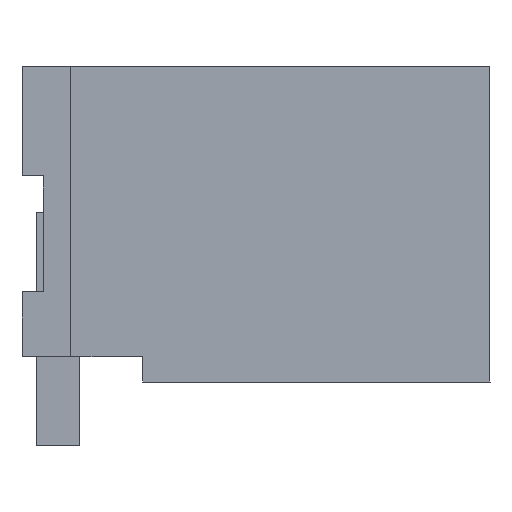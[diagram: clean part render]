
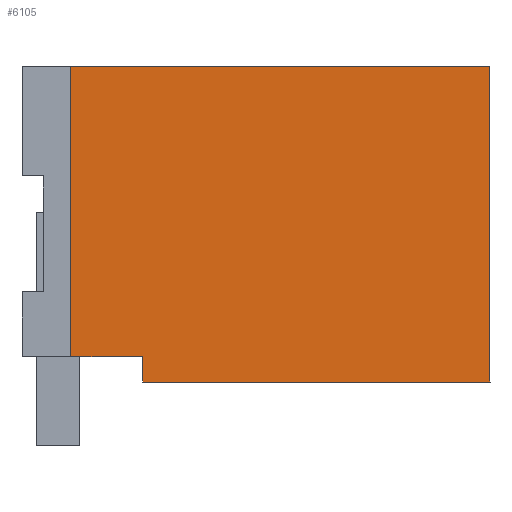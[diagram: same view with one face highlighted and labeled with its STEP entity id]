
A CAD part, left-side view. The second image highlights one B-rep face of the part: STEP entity #6105.
In plain terms, the highlighted planar face has unit normal (-1, 0, 0).
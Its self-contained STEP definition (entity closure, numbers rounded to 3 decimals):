
#6083=AXIS2_PLACEMENT_3D('Plane Axis2P3D',#6080,#6081,#6082) ;
#1003=CARTESIAN_POINT('Vertex',(0.,8.2,2.1)) ;
#1006=CARTESIAN_POINT('Line Origine',(0.,9.05,2.1)) ;
#1010=CARTESIAN_POINT('Vertex',(0.,9.9,2.1)) ;
#1250=CARTESIAN_POINT('Line Origine',(0.,9.9,5.525)) ;
#1254=CARTESIAN_POINT('Vertex',(0.,9.9,8.95)) ;
#1905=CARTESIAN_POINT('Line Origine',(0.,4.95,8.95)) ;
#1909=CARTESIAN_POINT('Vertex',(0.,0.,8.95)) ;
#6064=CARTESIAN_POINT('Vertex',(0.,8.2,1.5)) ;
#6067=CARTESIAN_POINT('Line Origine',(0.,8.2,1.8)) ;
#6080=CARTESIAN_POINT('Axis2P3D Location',(0.,11.05,-1.55)) ;
#6085=CARTESIAN_POINT('Line Origine',(0.,4.1,1.5)) ;
#6089=CARTESIAN_POINT('Vertex',(0.,0.,1.5)) ;
#6092=CARTESIAN_POINT('Line Origine',(0.,0.,5.225)) ;
#1007=DIRECTION('Vector Direction',(0.,-1.,0.)) ;
#1251=DIRECTION('Vector Direction',(0.,0.,-1.)) ;
#1906=DIRECTION('Vector Direction',(0.,1.,0.)) ;
#6068=DIRECTION('Vector Direction',(0.,0.,1.)) ;
#6081=DIRECTION('Axis2P3D Direction',(-1.,0.,0.)) ;
#6082=DIRECTION('Axis2P3D XDirection',(0.,-1.,0.)) ;
#6086=DIRECTION('Vector Direction',(0.,1.,0.)) ;
#6093=DIRECTION('Vector Direction',(0.,0.,-1.)) ;
#1008=VECTOR('Line Direction',#1007,1.) ;
#1252=VECTOR('Line Direction',#1251,1.) ;
#1907=VECTOR('Line Direction',#1906,1.) ;
#6069=VECTOR('Line Direction',#6068,1.) ;
#6087=VECTOR('Line Direction',#6086,1.) ;
#6094=VECTOR('Line Direction',#6093,1.) ;
#6098=ORIENTED_EDGE('',*,*,#1012,.T.) ;
#6099=ORIENTED_EDGE('',*,*,#6071,.F.) ;
#6100=ORIENTED_EDGE('',*,*,#6091,.T.) ;
#6101=ORIENTED_EDGE('',*,*,#6096,.T.) ;
#6102=ORIENTED_EDGE('',*,*,#1911,.T.) ;
#6103=ORIENTED_EDGE('',*,*,#1256,.T.) ;
#6105=ADVANCED_FACE('HOUSING',(#6104),#6084,.T.) ;
#1012=EDGE_CURVE('',#1011,#1004,#1009,.T.) ;
#1256=EDGE_CURVE('',#1255,#1011,#1253,.T.) ;
#1911=EDGE_CURVE('',#1910,#1255,#1908,.T.) ;
#6071=EDGE_CURVE('',#6065,#1004,#6070,.T.) ;
#6091=EDGE_CURVE('',#6065,#6090,#6088,.F.) ;
#6096=EDGE_CURVE('',#6090,#1910,#6095,.F.) ;
#6097=EDGE_LOOP('',(#6098,#6099,#6100,#6101,#6102,#6103)) ;
#6104=FACE_OUTER_BOUND('',#6097,.T.) ;
#1009=LINE('Line',#1006,#1008) ;
#1253=LINE('Line',#1250,#1252) ;
#1908=LINE('Line',#1905,#1907) ;
#6070=LINE('Line',#6067,#6069) ;
#6088=LINE('Line',#6085,#6087) ;
#6095=LINE('Line',#6092,#6094) ;
#6084=PLANE('',#6083) ;
#1004=VERTEX_POINT('',#1003) ;
#1011=VERTEX_POINT('',#1010) ;
#1255=VERTEX_POINT('',#1254) ;
#1910=VERTEX_POINT('',#1909) ;
#6065=VERTEX_POINT('',#6064) ;
#6090=VERTEX_POINT('',#6089) ;
